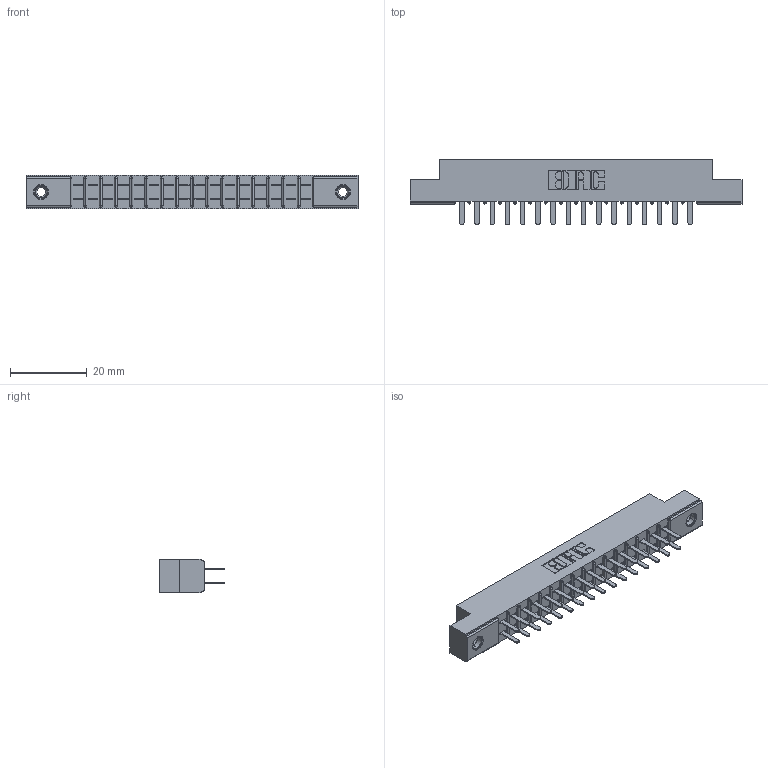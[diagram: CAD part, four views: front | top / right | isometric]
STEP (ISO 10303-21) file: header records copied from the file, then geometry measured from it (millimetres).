
FILE_DESCRIPTION (( 'STEP AP203' ), '1' );
FILE_NAME ('355-032-520-508.STEP', '2019-09-11T07:51:38', ( '' ), ( '' ), 'SwSTEP 2.0', 'SolidWorks 2016', '' );
FILE_SCHEMA (( 'CONFIG_CONTROL_DESIGN' ));
Length unit declared in the file: inch
Products named in the file (4): 345-250-001_345-250-003-102; 305 Part_.156 Dia; 355-032-520-508; 305-290-001_520
Assembly tree (35 placements, depth 2):
  355-032-520-508
    305 Part_.156 Dia
    305-290-001_520  x32
    345-250-001_345-250-003-102  x2
Bounding box: 86.41 x 17.09 x 8.71 mm (x, y, z)
Volume: 5192.6 mm3; surface area: 10008.6 mm2
Topology: 35 solids, 35 shells, 1648 faces, 4660 edges, 3012 vertices
Faces by surface type: plane 964, cylinder 604, sphere 64, cone 12, torus 4
Entity records: 21554 total; most frequent: CARTESIAN_POINT 3549, ORIENTED_EDGE 3512, DIRECTION 3464, EDGE_CURVE 1756, LINE 1390, VECTOR 1390, VERTEX_POINT 1122, AXIS2_PLACEMENT_3D 1037
